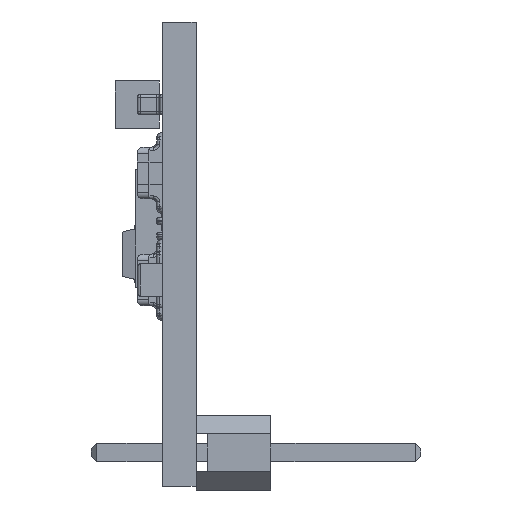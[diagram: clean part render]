
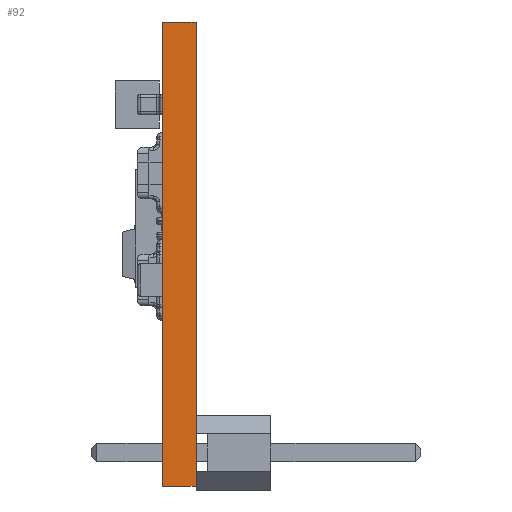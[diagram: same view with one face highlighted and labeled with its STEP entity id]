
A CAD part, left-side view. The second image highlights one B-rep face of the part: STEP entity #92.
In plain terms, the highlighted planar face has unit normal (-1, 0, 0).
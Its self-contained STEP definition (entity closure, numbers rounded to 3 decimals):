
#92 = ADVANCED_FACE ( 'NONE', ( #26917 ), #28687, .F. ) ;
#487 = LINE ( 'NONE', #15367, #24687 ) ;
#496 = VECTOR ( 'NONE', #6342, 1000. ) ;
#1541 = EDGE_CURVE ( 'NONE', #2443, #11099, #27299, .T. ) ;
#2443 = VERTEX_POINT ( 'NONE', #12652 ) ;
#4469 = VECTOR ( 'NONE', #6626, 1000. ) ;
#4993 = ORIENTED_EDGE ( 'NONE', *, *, #21549, .F. ) ;
#6342 = DIRECTION ( 'NONE',  ( 0., 0., -1. ) ) ;
#6626 = DIRECTION ( 'NONE',  ( 0., 0., -1. ) ) ;
#6955 = EDGE_LOOP ( 'NONE', ( #4993, #12505, #15326, #22480 ) ) ;
#8488 = EDGE_CURVE ( 'NONE', #10941, #11099, #19385, .T. ) ;
#10321 = CARTESIAN_POINT ( 'NONE',  ( -10.554, 0.572, 7.874 ) ) ;
#10813 = VERTEX_POINT ( 'NONE', #15765 ) ;
#10873 = DIRECTION ( 'NONE',  ( 0., -1., 0. ) ) ;
#10941 = VERTEX_POINT ( 'NONE', #18557 ) ;
#11099 = VERTEX_POINT ( 'NONE', #18954 ) ;
#12505 = ORIENTED_EDGE ( 'NONE', *, *, #17683, .T. ) ;
#12652 = CARTESIAN_POINT ( 'NONE',  ( -10.554, -0.572, 7.874 ) ) ;
#13324 = AXIS2_PLACEMENT_3D ( 'NONE', #10321, #19386, #17070 ) ;
#15123 = VECTOR ( 'NONE', #21721, 1000. ) ;
#15326 = ORIENTED_EDGE ( 'NONE', *, *, #8488, .T. ) ;
#15367 = CARTESIAN_POINT ( 'NONE',  ( -10.554, 0.572, 7.874 ) ) ;
#15765 = CARTESIAN_POINT ( 'NONE',  ( -10.554, 0.572, 7.874 ) ) ;
#17070 = DIRECTION ( 'NONE',  ( 0., 0., -1. ) ) ;
#17683 = EDGE_CURVE ( 'NONE', #10813, #10941, #24693, .T. ) ;
#18557 = CARTESIAN_POINT ( 'NONE',  ( -10.554, 0.572, -7.874 ) ) ;
#18954 = CARTESIAN_POINT ( 'NONE',  ( -10.554, -0.572, -7.874 ) ) ;
#19385 = LINE ( 'NONE', #25978, #15123 ) ;
#19386 = DIRECTION ( 'NONE',  ( 1., 0., 0. ) ) ;
#21549 = EDGE_CURVE ( 'NONE', #10813, #2443, #487, .T. ) ;
#21721 = DIRECTION ( 'NONE',  ( 0., -1., 0. ) ) ;
#22480 = ORIENTED_EDGE ( 'NONE', *, *, #1541, .F. ) ;
#22977 = CARTESIAN_POINT ( 'NONE',  ( -10.554, -0.572, 7.874 ) ) ;
#24687 = VECTOR ( 'NONE', #10873, 1000. ) ;
#24693 = LINE ( 'NONE', #28403, #496 ) ;
#25978 = CARTESIAN_POINT ( 'NONE',  ( -10.554, 0.572, -7.874 ) ) ;
#26917 = FACE_OUTER_BOUND ( 'NONE', #6955, .T. ) ;
#27299 = LINE ( 'NONE', #22977, #4469 ) ;
#28403 = CARTESIAN_POINT ( 'NONE',  ( -10.554, 0.572, 0. ) ) ;
#28687 = PLANE ( 'NONE',  #13324 ) ;
